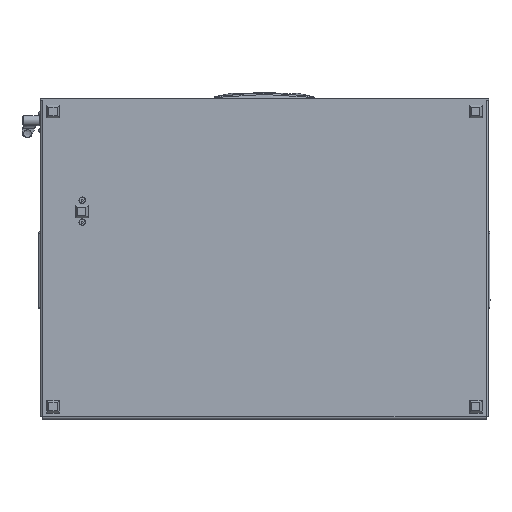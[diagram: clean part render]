
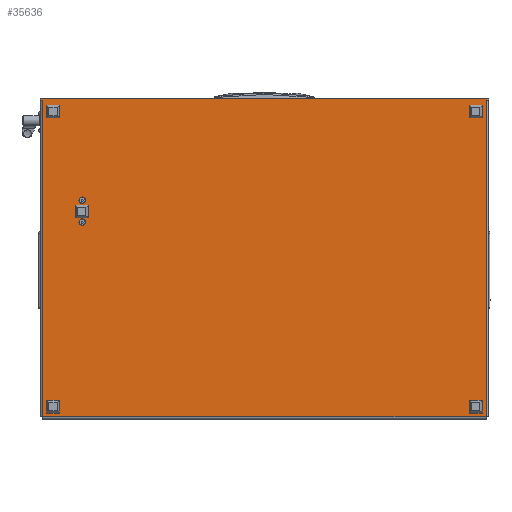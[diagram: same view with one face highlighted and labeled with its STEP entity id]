
A CAD part, front view. The second image highlights one B-rep face of the part: STEP entity #35636.
In plain terms, the highlighted face is planar.
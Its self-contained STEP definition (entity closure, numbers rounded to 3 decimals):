
#327 = LINE ( 'NONE', #13434, #26099 ) ;
#428 = VERTEX_POINT ( 'NONE', #32503 ) ;
#637 = EDGE_CURVE ( 'NONE', #34129, #35665, #38953, .T. ) ;
#1372 = CARTESIAN_POINT ( 'NONE',  ( 0., 708., 0. ) ) ;
#1472 = ORIENTED_EDGE ( 'NONE', *, *, #32201, .T. ) ;
#1675 = CARTESIAN_POINT ( 'NONE',  ( 0., 0., 0. ) ) ;
#1905 = VECTOR ( 'NONE', #24293, 1000. ) ;
#1953 = DIRECTION ( 'NONE',  ( -1., 0., 0. ) ) ;
#3497 = DIRECTION ( 'NONE',  ( 0., 1., 0. ) ) ;
#3706 = EDGE_CURVE ( 'NONE', #30769, #36360, #40500, .T. ) ;
#3879 = ORIENTED_EDGE ( 'NONE', *, *, #36897, .F. ) ;
#3885 = ORIENTED_EDGE ( 'NONE', *, *, #17105, .F. ) ;
#4498 = FACE_BOUND ( 'NONE', #19868, .T. ) ;
#4929 = LINE ( 'NONE', #8374, #32278 ) ;
#5042 = CARTESIAN_POINT ( 'NONE',  ( 195., 645., 0. ) ) ;
#6404 = CARTESIAN_POINT ( 'NONE',  ( 165.2, 645., 0. ) ) ;
#7265 = VERTEX_POINT ( 'NONE', #13939 ) ;
#7291 = LINE ( 'NONE', #20431, #1905 ) ;
#7350 = CARTESIAN_POINT ( 'NONE',  ( 0., -4., 0. ) ) ;
#8042 = EDGE_CURVE ( 'NONE', #35665, #34129, #19989, .T. ) ;
#8374 = CARTESIAN_POINT ( 'NONE',  ( 0., 710., 0. ) ) ;
#8572 = DIRECTION ( 'NONE',  ( 0., 0., -1. ) ) ;
#8704 = VERTEX_POINT ( 'NONE', #31399 ) ;
#9201 = EDGE_CURVE ( 'NONE', #428, #7265, #21785, .T. ) ;
#9704 = EDGE_CURVE ( 'NONE', #29829, #12626, #7291, .T. ) ;
#9950 = VERTEX_POINT ( 'NONE', #32000 ) ;
#10250 = VECTOR ( 'NONE', #11138, 1000. ) ;
#10775 = VECTOR ( 'NONE', #3497, 1000. ) ;
#11138 = DIRECTION ( 'NONE',  ( 0., -1., 0. ) ) ;
#11380 = AXIS2_PLACEMENT_3D ( 'NONE', #18919, #28635, #38363 ) ;
#12483 = CARTESIAN_POINT ( 'NONE',  ( 154.8, 645., 0. ) ) ;
#12626 = VERTEX_POINT ( 'NONE', #25009 ) ;
#13004 = AXIS2_PLACEMENT_3D ( 'NONE', #38121, #8572, #15882 ) ;
#13434 = CARTESIAN_POINT ( 'NONE',  ( 0., 708., 0. ) ) ;
#13767 = ORIENTED_EDGE ( 'NONE', *, *, #8042, .F. ) ;
#13772 = DIRECTION ( 'NONE',  ( 0., 0., -1. ) ) ;
#13939 = CARTESIAN_POINT ( 'NONE',  ( 200.2, 645., 0. ) ) ;
#14078 = DIRECTION ( 'NONE',  ( -1., 0., 0. ) ) ;
#14747 = ORIENTED_EDGE ( 'NONE', *, *, #3706, .F. ) ;
#15039 = DIRECTION ( 'NONE',  ( 1., 0., 0. ) ) ;
#15240 = CARTESIAN_POINT ( 'NONE',  ( 195., 645., 0. ) ) ;
#15882 = DIRECTION ( 'NONE',  ( -1., 0., 0. ) ) ;
#16176 = VERTEX_POINT ( 'NONE', #38596 ) ;
#16793 = CARTESIAN_POINT ( 'NONE',  ( 160., 645., 0. ) ) ;
#17003 = AXIS2_PLACEMENT_3D ( 'NONE', #5042, #34797, #41042 ) ;
#17105 = EDGE_CURVE ( 'NONE', #21984, #30769, #33435, .T. ) ;
#17619 = DIRECTION ( 'NONE',  ( 1., 0., 0. ) ) ;
#17636 = PLANE ( 'NONE',  #13004 ) ;
#17885 = LINE ( 'NONE', #18528, #32255 ) ;
#18366 = VECTOR ( 'NONE', #31079, 1000. ) ;
#18528 = CARTESIAN_POINT ( 'NONE',  ( 0., -2., 0. ) ) ;
#18919 = CARTESIAN_POINT ( 'NONE',  ( 160., 645., 0. ) ) ;
#19868 = EDGE_LOOP ( 'NONE', ( #38149, #3879 ) ) ;
#19989 = CIRCLE ( 'NONE', #33086, 5.2 ) ;
#20102 = EDGE_CURVE ( 'NONE', #21984, #8704, #17885, .T. ) ;
#20431 = CARTESIAN_POINT ( 'NONE',  ( 0., -4., 0. ) ) ;
#21785 = CIRCLE ( 'NONE', #17003, 5.2 ) ;
#21984 = VERTEX_POINT ( 'NONE', #41898 ) ;
#22059 = ORIENTED_EDGE ( 'NONE', *, *, #9704, .F. ) ;
#23914 = EDGE_CURVE ( 'NONE', #16176, #36360, #27947, .T. ) ;
#24293 = DIRECTION ( 'NONE',  ( 0., 1., 0. ) ) ;
#24812 = EDGE_CURVE ( 'NONE', #9950, #12626, #4929, .T. ) ;
#24942 = FACE_OUTER_BOUND ( 'NONE', #31704, .T. ) ;
#25009 = CARTESIAN_POINT ( 'NONE',  ( 0., 710., 0. ) ) ;
#25389 = ORIENTED_EDGE ( 'NONE', *, *, #39526, .F. ) ;
#26099 = VECTOR ( 'NONE', #14078, 1000. ) ;
#26361 = VECTOR ( 'NONE', #17619, 1000. ) ;
#27947 = LINE ( 'NONE', #41102, #10250 ) ;
#28115 = EDGE_LOOP ( 'NONE', ( #30944, #13767 ) ) ;
#28635 = DIRECTION ( 'NONE',  ( 0., 0., -1. ) ) ;
#29288 = ORIENTED_EDGE ( 'NONE', *, *, #24812, .T. ) ;
#29829 = VERTEX_POINT ( 'NONE', #1372 ) ;
#30769 = VERTEX_POINT ( 'NONE', #33307 ) ;
#30879 = LINE ( 'NONE', #34326, #18366 ) ;
#30944 = ORIENTED_EDGE ( 'NONE', *, *, #637, .F. ) ;
#31079 = DIRECTION ( 'NONE',  ( 0., 1., 0. ) ) ;
#31399 = CARTESIAN_POINT ( 'NONE',  ( -2., -2., 0. ) ) ;
#31704 = EDGE_LOOP ( 'NONE', ( #3885, #36860, #1472, #29288, #22059, #25389, #39787, #14747 ) ) ;
#32000 = CARTESIAN_POINT ( 'NONE',  ( -2., 710., 0. ) ) ;
#32201 = EDGE_CURVE ( 'NONE', #8704, #9950, #30879, .T. ) ;
#32255 = VECTOR ( 'NONE', #1953, 1000. ) ;
#32278 = VECTOR ( 'NONE', #15039, 1000. ) ;
#32503 = CARTESIAN_POINT ( 'NONE',  ( 189.8, 645., 0. ) ) ;
#33086 = AXIS2_PLACEMENT_3D ( 'NONE', #16793, #13772, #36232 ) ;
#33307 = CARTESIAN_POINT ( 'NONE',  ( 0., 0., 0. ) ) ;
#33435 = LINE ( 'NONE', #7350, #10775 ) ;
#34104 = AXIS2_PLACEMENT_3D ( 'NONE', #15240, #41567, #36924 ) ;
#34129 = VERTEX_POINT ( 'NONE', #12483 ) ;
#34326 = CARTESIAN_POINT ( 'NONE',  ( -2., -4., 0. ) ) ;
#34797 = DIRECTION ( 'NONE',  ( 0., 0., -1. ) ) ;
#35636 = ADVANCED_FACE ( 'NONE', ( #41561, #4498, #24942 ), #17636, .T. ) ;
#35665 = VERTEX_POINT ( 'NONE', #6404 ) ;
#36232 = DIRECTION ( 'NONE',  ( -1., 0., 0. ) ) ;
#36360 = VERTEX_POINT ( 'NONE', #36563 ) ;
#36563 = CARTESIAN_POINT ( 'NONE',  ( 506., 0., 0. ) ) ;
#36860 = ORIENTED_EDGE ( 'NONE', *, *, #20102, .T. ) ;
#36889 = CIRCLE ( 'NONE', #34104, 5.2 ) ;
#36897 = EDGE_CURVE ( 'NONE', #7265, #428, #36889, .T. ) ;
#36924 = DIRECTION ( 'NONE',  ( -1., 0., 0. ) ) ;
#38121 = CARTESIAN_POINT ( 'NONE',  ( 0., 708., 0. ) ) ;
#38149 = ORIENTED_EDGE ( 'NONE', *, *, #9201, .F. ) ;
#38363 = DIRECTION ( 'NONE',  ( -1., 0., 0. ) ) ;
#38596 = CARTESIAN_POINT ( 'NONE',  ( 506., 708., 0. ) ) ;
#38953 = CIRCLE ( 'NONE', #11380, 5.2 ) ;
#39526 = EDGE_CURVE ( 'NONE', #16176, #29829, #327, .T. ) ;
#39787 = ORIENTED_EDGE ( 'NONE', *, *, #23914, .T. ) ;
#40500 = LINE ( 'NONE', #1675, #26361 ) ;
#41042 = DIRECTION ( 'NONE',  ( -1., 0., 0. ) ) ;
#41102 = CARTESIAN_POINT ( 'NONE',  ( 506., 708., 0. ) ) ;
#41561 = FACE_BOUND ( 'NONE', #28115, .T. ) ;
#41567 = DIRECTION ( 'NONE',  ( 0., 0., -1. ) ) ;
#41898 = CARTESIAN_POINT ( 'NONE',  ( 0., -2., 0. ) ) ;
